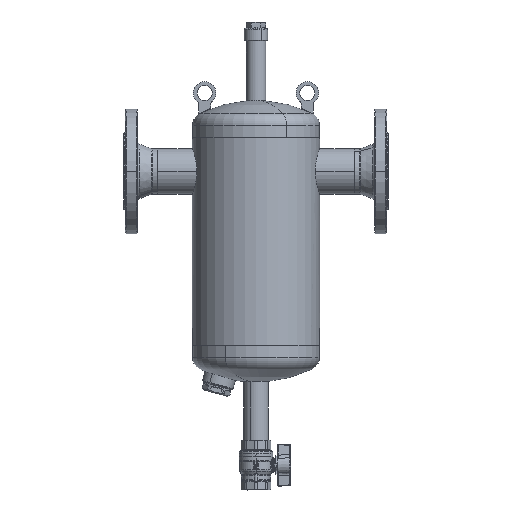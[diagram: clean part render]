
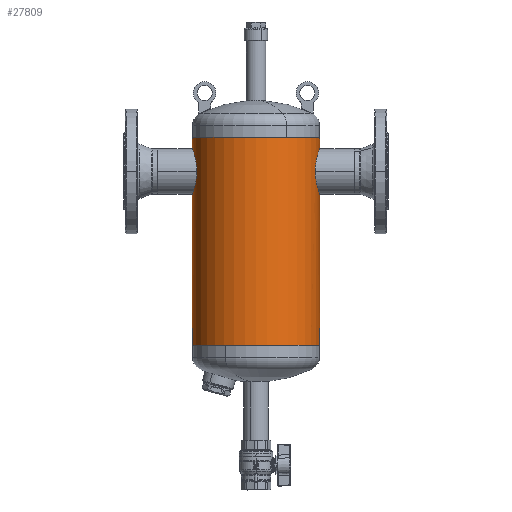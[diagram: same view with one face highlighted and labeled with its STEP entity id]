
A CAD part, front view. The second image highlights one B-rep face of the part: STEP entity #27809.
In plain terms, the highlighted cylindrical face has radius 84.15 mm (diameter 168.3 mm), a partial arc.
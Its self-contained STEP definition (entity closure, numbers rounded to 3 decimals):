
#27372=CARTESIAN_POINT('Vertex',(84.15,0.,0.)) ;
#27374=CARTESIAN_POINT('Vertex',(-84.15,0.,0.)) ;
#27377=CARTESIAN_POINT('Axis2P3D Location',(0.,0.,0.)) ;
#27410=CARTESIAN_POINT('Axis2P3D Location',(0.,0.,275.)) ;
#27414=CARTESIAN_POINT('Vertex',(-84.15,0.,275.)) ;
#27416=CARTESIAN_POINT('Vertex',(84.15,0.,275.)) ;
#27631=CARTESIAN_POINT('Axis2P3D Location',(0.,0.,137.5)) ;
#27636=CARTESIAN_POINT('Line Origine',(84.15,0.,137.5)) ;
#27640=CARTESIAN_POINT('Vertex',(84.15,0.,199.25)) ;
#27643=CARTESIAN_POINT('Line Origine',(-84.15,0.,137.5)) ;
#27647=CARTESIAN_POINT('Vertex',(-84.15,0.,199.25)) ;
#27679=CARTESIAN_POINT('Vertex',(-84.15,0.,260.75)) ;
#27682=CARTESIAN_POINT('Line Origine',(-84.15,0.,137.5)) ;
#27687=CARTESIAN_POINT('Line Origine',(84.15,0.,137.5)) ;
#27691=CARTESIAN_POINT('Vertex',(84.15,0.,260.75)) ;
#27738=CARTESIAN_POINT('Control Point',(78.33,-30.75,230.)) ;
#27739=CARTESIAN_POINT('Control Point',(78.33,-30.75,226.542)) ;
#27740=CARTESIAN_POINT('Control Point',(78.521,-30.264,223.085)) ;
#27741=CARTESIAN_POINT('Control Point',(78.904,-29.292,219.735)) ;
#27742=CARTESIAN_POINT('Control Point',(79.779,-26.899,214.403)) ;
#27743=CARTESIAN_POINT('Control Point',(80.86,-23.379,209.818)) ;
#27744=CARTESIAN_POINT('Control Point',(81.316,-21.765,208.086)) ;
#27745=CARTESIAN_POINT('Control Point',(82.491,-17.117,203.972)) ;
#27746=CARTESIAN_POINT('Control Point',(83.474,-11.526,201.098)) ;
#27747=CARTESIAN_POINT('Control Point',(83.925,-7.784,199.866)) ;
#27748=CARTESIAN_POINT('Control Point',(84.15,-3.892,199.25)) ;
#27749=CARTESIAN_POINT('Control Point',(84.15,0.,199.25)) ;
#27750=CARTESIAN_POINT('Vertex',(78.33,-30.75,230.)) ;
#27754=CARTESIAN_POINT('Control Point',(78.33,-30.75,230.)) ;
#27755=CARTESIAN_POINT('Control Point',(78.33,-30.75,233.458)) ;
#27756=CARTESIAN_POINT('Control Point',(78.521,-30.264,236.915)) ;
#27757=CARTESIAN_POINT('Control Point',(78.904,-29.292,240.265)) ;
#27758=CARTESIAN_POINT('Control Point',(79.779,-26.899,245.597)) ;
#27759=CARTESIAN_POINT('Control Point',(80.86,-23.379,250.182)) ;
#27760=CARTESIAN_POINT('Control Point',(81.316,-21.765,251.914)) ;
#27761=CARTESIAN_POINT('Control Point',(82.491,-17.117,256.028)) ;
#27762=CARTESIAN_POINT('Control Point',(83.474,-11.526,258.902)) ;
#27763=CARTESIAN_POINT('Control Point',(83.925,-7.784,260.134)) ;
#27764=CARTESIAN_POINT('Control Point',(84.15,-3.892,260.75)) ;
#27765=CARTESIAN_POINT('Control Point',(84.15,0.,260.75)) ;
#27768=CARTESIAN_POINT('Control Point',(-78.33,-30.75,230.)) ;
#27769=CARTESIAN_POINT('Control Point',(-78.33,-30.75,233.458)) ;
#27770=CARTESIAN_POINT('Control Point',(-78.521,-30.264,236.915)) ;
#27771=CARTESIAN_POINT('Control Point',(-78.904,-29.292,240.265)) ;
#27772=CARTESIAN_POINT('Control Point',(-79.779,-26.899,245.597)) ;
#27773=CARTESIAN_POINT('Control Point',(-80.86,-23.379,250.182)) ;
#27774=CARTESIAN_POINT('Control Point',(-81.316,-21.765,251.914)) ;
#27775=CARTESIAN_POINT('Control Point',(-82.491,-17.117,256.028)) ;
#27776=CARTESIAN_POINT('Control Point',(-83.474,-11.526,258.902)) ;
#27777=CARTESIAN_POINT('Control Point',(-83.925,-7.784,260.134)) ;
#27778=CARTESIAN_POINT('Control Point',(-84.15,-3.892,260.75)) ;
#27779=CARTESIAN_POINT('Control Point',(-84.15,0.,260.75)) ;
#27780=CARTESIAN_POINT('Vertex',(-78.33,-30.75,230.)) ;
#27784=CARTESIAN_POINT('Control Point',(-78.33,-30.75,230.)) ;
#27785=CARTESIAN_POINT('Control Point',(-78.33,-30.75,226.542)) ;
#27786=CARTESIAN_POINT('Control Point',(-78.521,-30.264,223.085)) ;
#27787=CARTESIAN_POINT('Control Point',(-78.904,-29.292,219.735)) ;
#27788=CARTESIAN_POINT('Control Point',(-79.779,-26.899,214.403)) ;
#27789=CARTESIAN_POINT('Control Point',(-80.86,-23.379,209.818)) ;
#27790=CARTESIAN_POINT('Control Point',(-81.316,-21.765,208.086)) ;
#27791=CARTESIAN_POINT('Control Point',(-82.491,-17.117,203.972)) ;
#27792=CARTESIAN_POINT('Control Point',(-83.474,-11.526,201.098)) ;
#27793=CARTESIAN_POINT('Control Point',(-83.925,-7.784,199.866)) ;
#27794=CARTESIAN_POINT('Control Point',(-84.15,-3.892,199.25)) ;
#27795=CARTESIAN_POINT('Control Point',(-84.15,0.,199.25)) ;
#27638=VECTOR('Line Direction',#27637,1.) ;
#27645=VECTOR('Line Direction',#27644,1.) ;
#27684=VECTOR('Line Direction',#27683,1.) ;
#27689=VECTOR('Line Direction',#27688,1.) ;
#27378=DIRECTION('Axis2P3D Direction',(0.,0.,1.)) ;
#27411=DIRECTION('Axis2P3D Direction',(0.,0.,1.)) ;
#27632=DIRECTION('Axis2P3D Direction',(0.,0.,1.)) ;
#27633=DIRECTION('Axis2P3D XDirection',(1.,0.,0.)) ;
#27637=DIRECTION('Vector Direction',(0.,0.,1.)) ;
#27644=DIRECTION('Vector Direction',(0.,0.,1.)) ;
#27683=DIRECTION('Vector Direction',(0.,0.,1.)) ;
#27688=DIRECTION('Vector Direction',(0.,0.,1.)) ;
#27379=AXIS2_PLACEMENT_3D('Circle Axis2P3D',#27377,#27378,$) ;
#27412=AXIS2_PLACEMENT_3D('Circle Axis2P3D',#27410,#27411,$) ;
#27634=AXIS2_PLACEMENT_3D('Cylinder Axis2P3D',#27631,#27632,#27633) ;
#27639=LINE('Line',#27636,#27638) ;
#27646=LINE('Line',#27643,#27645) ;
#27685=LINE('Line',#27682,#27684) ;
#27690=LINE('Line',#27687,#27689) ;
#27380=CIRCLE('generated circle',#27379,84.15) ;
#27413=CIRCLE('generated circle',#27412,84.15) ;
#27635=CYLINDRICAL_SURFACE('generated cylinder',#27634,84.15) ;
#27381=EDGE_CURVE('',#27375,#27373,#27380,.T.) ;
#27418=EDGE_CURVE('',#27415,#27417,#27413,.T.) ;
#27642=EDGE_CURVE('',#27373,#27641,#27639,.T.) ;
#27649=EDGE_CURVE('',#27375,#27648,#27646,.T.) ;
#27686=EDGE_CURVE('',#27680,#27415,#27685,.T.) ;
#27693=EDGE_CURVE('',#27692,#27417,#27690,.T.) ;
#27752=EDGE_CURVE('',#27751,#27641,#27737,.T.) ;
#27766=EDGE_CURVE('',#27751,#27692,#27753,.T.) ;
#27782=EDGE_CURVE('',#27781,#27680,#27767,.T.) ;
#27796=EDGE_CURVE('',#27781,#27648,#27783,.T.) ;
#27798=ORIENTED_EDGE('',*,*,#27649,.F.) ;
#27799=ORIENTED_EDGE('',*,*,#27381,.T.) ;
#27800=ORIENTED_EDGE('',*,*,#27642,.T.) ;
#27801=ORIENTED_EDGE('',*,*,#27752,.F.) ;
#27802=ORIENTED_EDGE('',*,*,#27766,.T.) ;
#27803=ORIENTED_EDGE('',*,*,#27693,.T.) ;
#27804=ORIENTED_EDGE('',*,*,#27418,.F.) ;
#27805=ORIENTED_EDGE('',*,*,#27686,.F.) ;
#27806=ORIENTED_EDGE('',*,*,#27782,.F.) ;
#27807=ORIENTED_EDGE('',*,*,#27796,.T.) ;
#27797=EDGE_LOOP('',(#27798,#27799,#27800,#27801,#27802,#27803,#27804,#27805,#27806,#27807)) ;
#27373=VERTEX_POINT('',#27372) ;
#27375=VERTEX_POINT('',#27374) ;
#27415=VERTEX_POINT('',#27414) ;
#27417=VERTEX_POINT('',#27416) ;
#27641=VERTEX_POINT('',#27640) ;
#27648=VERTEX_POINT('',#27647) ;
#27680=VERTEX_POINT('',#27679) ;
#27692=VERTEX_POINT('',#27691) ;
#27751=VERTEX_POINT('',#27750) ;
#27781=VERTEX_POINT('',#27780) ;
#27809=ADVANCED_FACE('49625.1\\TUBO CENTRALE .1\\Corpo centrale',(#27808),#27635,.T.) ;
#27737=B_SPLINE_CURVE_WITH_KNOTS('',5,(#27738,#27739,#27740,#27741,#27742,#27743,#27744,#27745,#27746,#27747,#27748,#27749),.UNSPECIFIED.,.F.,.U.,(6,3,3,6),(0.,24.449,41.394,68.916),.UNSPECIFIED.) ;
#27753=B_SPLINE_CURVE_WITH_KNOTS('',5,(#27754,#27755,#27756,#27757,#27758,#27759,#27760,#27761,#27762,#27763,#27764,#27765),.UNSPECIFIED.,.F.,.U.,(6,3,3,6),(0.,24.449,41.394,68.916),.UNSPECIFIED.) ;
#27767=B_SPLINE_CURVE_WITH_KNOTS('',5,(#27768,#27769,#27770,#27771,#27772,#27773,#27774,#27775,#27776,#27777,#27778,#27779),.UNSPECIFIED.,.F.,.U.,(6,3,3,6),(0.,24.449,41.394,68.916),.UNSPECIFIED.) ;
#27783=B_SPLINE_CURVE_WITH_KNOTS('',5,(#27784,#27785,#27786,#27787,#27788,#27789,#27790,#27791,#27792,#27793,#27794,#27795),.UNSPECIFIED.,.F.,.U.,(6,3,3,6),(0.,24.449,41.394,68.916),.UNSPECIFIED.) ;
#27808=FACE_OUTER_BOUND('',#27797,.T.) ;
